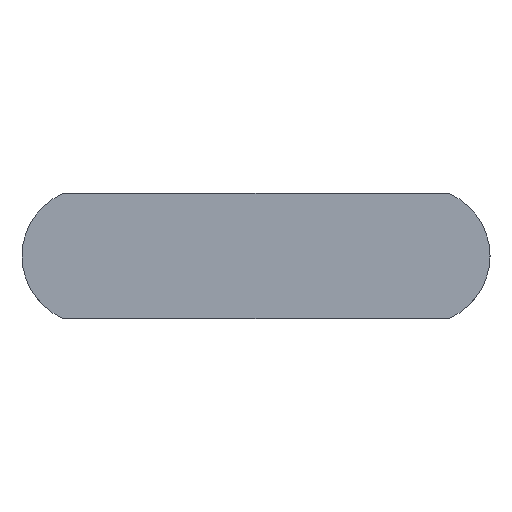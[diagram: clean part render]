
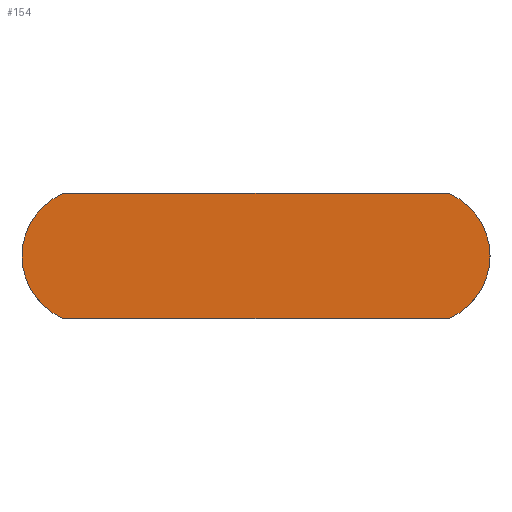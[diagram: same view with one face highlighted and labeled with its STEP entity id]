
A CAD part, top view. The second image highlights one B-rep face of the part: STEP entity #154.
In plain terms, the highlighted planar face has unit normal (0, 0, 1).
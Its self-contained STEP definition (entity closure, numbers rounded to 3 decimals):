
#1 = DIRECTION ( 'NONE',  ( 0., 0., -1. ) ) ;
#5 = AXIS2_PLACEMENT_3D ( 'NONE', #89, #128, #151 ) ;
#12 = VERTEX_POINT ( 'NONE', #236 ) ;
#13 = CIRCLE ( 'NONE', #5, 30. ) ;
#15 = DIRECTION ( 'NONE',  ( -1., 0., 0. ) ) ;
#17 = EDGE_CURVE ( 'NONE', #12, #136, #63, .T. ) ;
#19 = CARTESIAN_POINT ( 'NONE',  ( -85., -27.5, 20. ) ) ;
#22 = ORIENTED_EDGE ( 'NONE', *, *, #17, .T. ) ;
#23 = EDGE_CURVE ( 'NONE', #136, #209, #192, .T. ) ;
#31 = AXIS2_PLACEMENT_3D ( 'NONE', #212, #104, #15 ) ;
#33 = LINE ( 'NONE', #19, #163 ) ;
#52 = CARTESIAN_POINT ( 'NONE',  ( -85., -27.5, 20. ) ) ;
#53 = CARTESIAN_POINT ( 'NONE',  ( -85., 27.5, 20. ) ) ;
#55 = AXIS2_PLACEMENT_3D ( 'NONE', #170, #1, #171 ) ;
#56 = FACE_OUTER_BOUND ( 'NONE', #175, .T. ) ;
#61 = CARTESIAN_POINT ( 'NONE',  ( -85., 27.5, 20. ) ) ;
#62 = VERTEX_POINT ( 'NONE', #213 ) ;
#63 = LINE ( 'NONE', #61, #162 ) ;
#66 = CARTESIAN_POINT ( 'NONE',  ( -73.01, 0., 20. ) ) ;
#81 = EDGE_CURVE ( 'NONE', #62, #12, #169, .T. ) ;
#89 = CARTESIAN_POINT ( 'NONE',  ( -73.01, 0., 20. ) ) ;
#92 = ORIENTED_EDGE ( 'NONE', *, *, #214, .T. ) ;
#100 = DIRECTION ( 'NONE',  ( 0., 0., 1. ) ) ;
#104 = DIRECTION ( 'NONE',  ( 0., 0., 1. ) ) ;
#126 = CARTESIAN_POINT ( 'NONE',  ( -103.01, 0., 20. ) ) ;
#128 = DIRECTION ( 'NONE',  ( 0., 0., 1. ) ) ;
#130 = AXIS2_PLACEMENT_3D ( 'NONE', #66, #100, #160 ) ;
#136 = VERTEX_POINT ( 'NONE', #53 ) ;
#139 = ORIENTED_EDGE ( 'NONE', *, *, #183, .T. ) ;
#140 = DIRECTION ( 'NONE',  ( -1., 0., 0. ) ) ;
#151 = DIRECTION ( 'NONE',  ( 1., 0., 0. ) ) ;
#154 = ADVANCED_FACE ( 'NONE', ( #56 ), #241, .F. ) ;
#160 = DIRECTION ( 'NONE',  ( 1., 0., 0. ) ) ;
#161 = ORIENTED_EDGE ( 'NONE', *, *, #81, .T. ) ;
#162 = VECTOR ( 'NONE', #140, 1000. ) ;
#163 = VECTOR ( 'NONE', #204, 1000. ) ;
#169 = CIRCLE ( 'NONE', #31, 30. ) ;
#170 = CARTESIAN_POINT ( 'NONE',  ( 73.01, 0., 20. ) ) ;
#171 = DIRECTION ( 'NONE',  ( -1., 0., 0. ) ) ;
#175 = EDGE_LOOP ( 'NONE', ( #161, #22, #211, #139, #92 ) ) ;
#183 = EDGE_CURVE ( 'NONE', #209, #201, #13, .T. ) ;
#192 = CIRCLE ( 'NONE', #130, 30. ) ;
#201 = VERTEX_POINT ( 'NONE', #52 ) ;
#204 = DIRECTION ( 'NONE',  ( 1., 0., 0. ) ) ;
#209 = VERTEX_POINT ( 'NONE', #126 ) ;
#211 = ORIENTED_EDGE ( 'NONE', *, *, #23, .T. ) ;
#212 = CARTESIAN_POINT ( 'NONE',  ( 73.01, 0., 20. ) ) ;
#213 = CARTESIAN_POINT ( 'NONE',  ( 85., -27.5, 20. ) ) ;
#214 = EDGE_CURVE ( 'NONE', #201, #62, #33, .T. ) ;
#236 = CARTESIAN_POINT ( 'NONE',  ( 85., 27.5, 20. ) ) ;
#241 = PLANE ( 'NONE',  #55 ) ;
